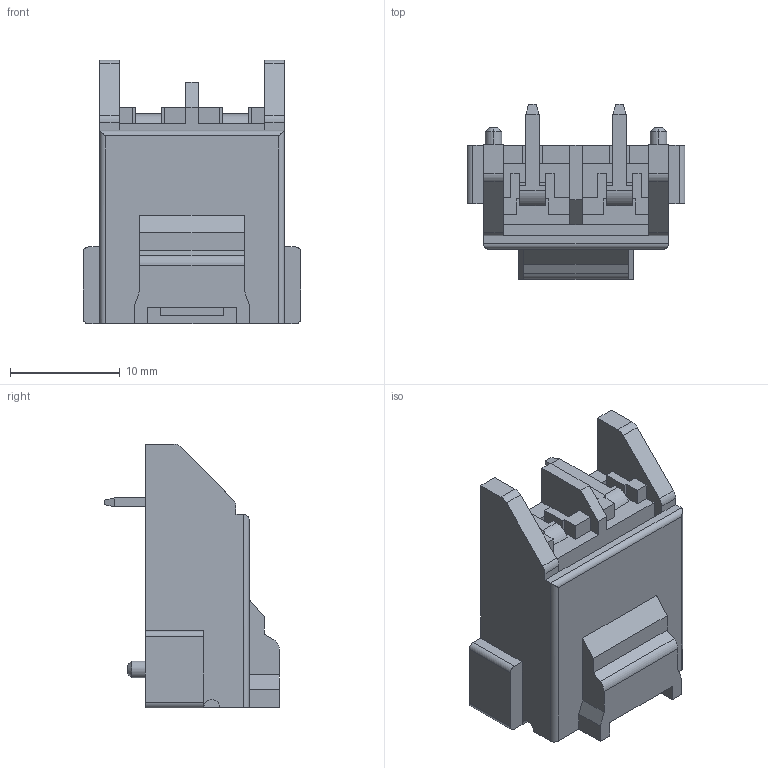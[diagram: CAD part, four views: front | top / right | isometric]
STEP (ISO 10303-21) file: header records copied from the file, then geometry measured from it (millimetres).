
FILE_DESCRIPTION (( 'STEP AP214' ), '1' );
FILE_NAME ('DF22-2P-7.92DS.STEP', '2020-02-23T00:50:21', ( '' ), ( '' ), 'SwSTEP 2.0', 'SolidWorks 2019', '' );
FILE_SCHEMA (( 'AUTOMOTIVE_DESIGN' ));
Length unit declared in the file: inch
Products named in the file (1): DF22-2P-7.92DS
Bounding box: 19.8 x 15.9 x 24 mm (x, y, z)
Volume: 2026.8 mm3; surface area: 2878.3 mm2
Topology: 1 solids, 1 shells, 182 faces, 505 edges, 331 vertices
Faces by surface type: plane 156, cylinder 22, cone 4
Entity records: 8123 total; most frequent: CARTESIAN_POINT 1025, ORIENTED_EDGE 1010, DIRECTION 913, EDGE_CURVE 505, LINE 459, VECTOR 459, VERTEX_POINT 331, AXIS2_PLACEMENT_3D 227
